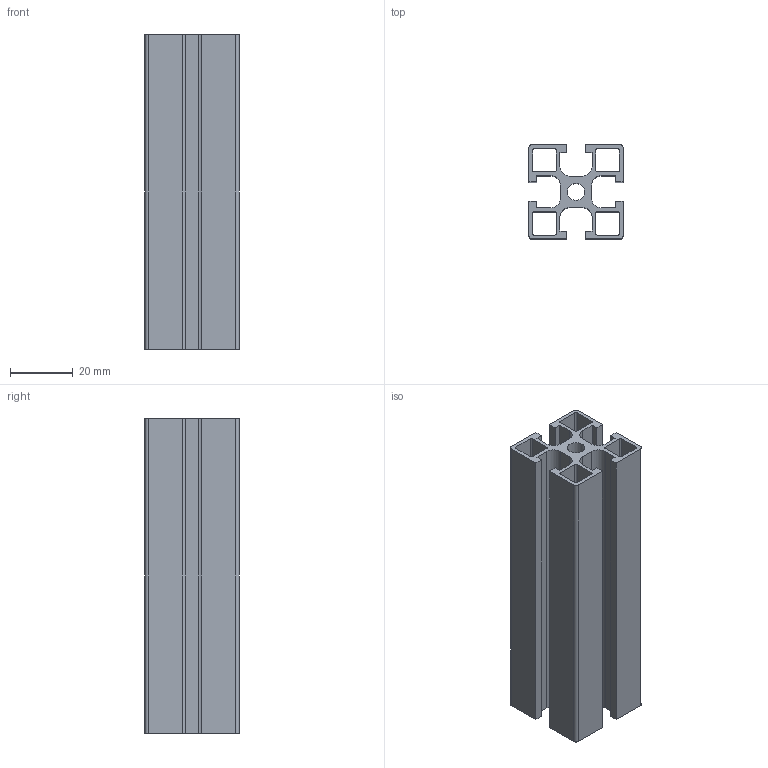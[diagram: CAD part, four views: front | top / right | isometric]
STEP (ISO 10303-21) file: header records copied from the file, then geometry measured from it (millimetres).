
FILE_DESCRIPTION((''),'2;1');
FILE_NAME('K_103030-K_100.stp','2013-11-03T21:47:16',('PC'),(''),'Autodesk Inventor 2011','Autodesk Inventor 2011','');
FILE_SCHEMA(('AUTOMOTIVE_DESIGN { 1 0 10303 214 1 1 1 1 }'));
Length unit declared in the file: millimetre
Products named in the file (1): 103030-100
Bounding box: 30 x 30 x 100 mm (x, y, z)
Volume: 29869.3 mm3; surface area: 35980.1 mm2
Topology: 1 solids, 1 shells, 83 faces, 243 edges, 162 vertices
Faces by surface type: plane 54, cylinder 29
Full cylindrical faces by diameter (mm): 5.5 x1
Entity records: 2796 total; most frequent: CARTESIAN_POINT 488, ORIENTED_EDGE 484, DIRECTION 468, EDGE_CURVE 242, VECTOR 184, LINE 184, VERTEX_POINT 162, AXIS2_PLACEMENT_3D 142
